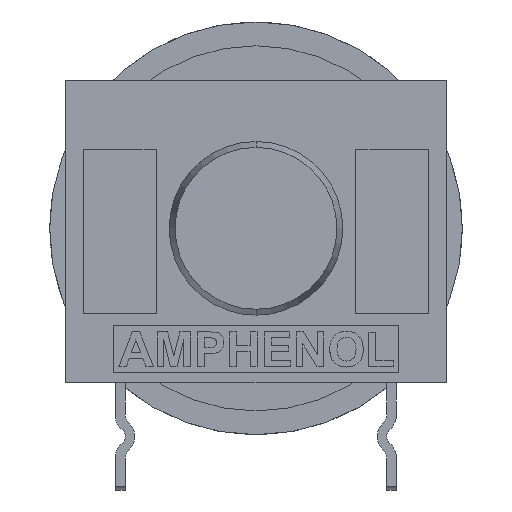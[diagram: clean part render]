
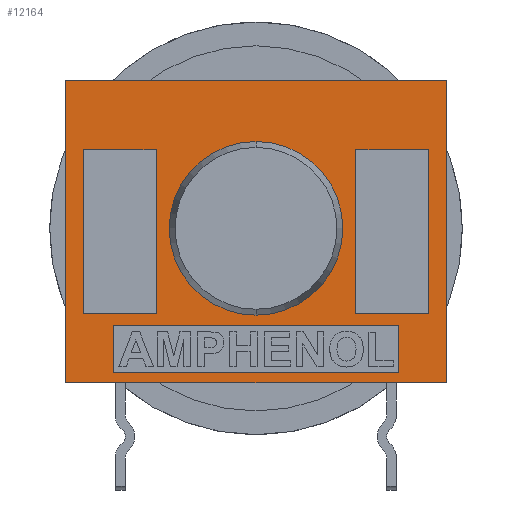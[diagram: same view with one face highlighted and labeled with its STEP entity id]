
A CAD part, left-side view. The second image highlights one B-rep face of the part: STEP entity #12164.
In plain terms, the highlighted planar face has unit normal (1, 0, 0).
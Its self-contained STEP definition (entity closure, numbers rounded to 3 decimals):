
#119 = CARTESIAN_POINT ( 'NONE',  ( -11.7, 6., -6.35 ) ) ;
#374 = VERTEX_POINT ( 'NONE', #22126 ) ;
#436 = CARTESIAN_POINT ( 'NONE',  ( -11.7, -7.25, 3.45 ) ) ;
#817 = VERTEX_POINT ( 'NONE', #20054 ) ;
#990 = EDGE_CURVE ( 'NONE', #14252, #14630, #18417, .T. ) ;
#1195 = CARTESIAN_POINT ( 'NONE',  ( -11.7, -8., 6.35 ) ) ;
#1285 = VERTEX_POINT ( 'NONE', #6409 ) ;
#1475 = DIRECTION ( 'NONE',  ( 0., 0., -1. ) ) ;
#1541 = DIRECTION ( 'NONE',  ( -1., 0., 0. ) ) ;
#1872 = LINE ( 'NONE', #3914, #18044 ) ;
#2346 = EDGE_CURVE ( 'NONE', #374, #8968, #18669, .T. ) ;
#2406 = DIRECTION ( 'NONE',  ( 0., -1., 0. ) ) ;
#2479 = DIRECTION ( 'NONE',  ( 0., 0., 1. ) ) ;
#2510 = AXIS2_PLACEMENT_3D ( 'NONE', #8604, #16368, #8489 ) ;
#2694 = EDGE_LOOP ( 'NONE', ( #20138, #8894, #20999, #20618 ) ) ;
#3042 = CARTESIAN_POINT ( 'NONE',  ( -11.7, 4.2, -3.45 ) ) ;
#3140 = ORIENTED_EDGE ( 'NONE', *, *, #990, .F. ) ;
#3402 = CARTESIAN_POINT ( 'NONE',  ( -11.7, -6., -6.35 ) ) ;
#3440 = ORIENTED_EDGE ( 'NONE', *, *, #19463, .F. ) ;
#3474 = VERTEX_POINT ( 'NONE', #17828 ) ;
#3874 = CARTESIAN_POINT ( 'NONE',  ( -11.7, -7.25, -3.45 ) ) ;
#3914 = CARTESIAN_POINT ( 'NONE',  ( -11.7, -8., -5.93 ) ) ;
#3967 = DIRECTION ( 'NONE',  ( 0., 0., 1. ) ) ;
#5072 = EDGE_CURVE ( 'NONE', #16471, #6555, #9950, .T. ) ;
#5216 = VECTOR ( 'NONE', #15199, 1000. ) ;
#5265 = DIRECTION ( 'NONE',  ( 0., 0., -1. ) ) ;
#5286 = EDGE_CURVE ( 'NONE', #12374, #374, #18330, .T. ) ;
#5759 = FACE_BOUND ( 'NONE', #14921, .T. ) ;
#6259 = ORIENTED_EDGE ( 'NONE', *, *, #13261, .F. ) ;
#6316 = EDGE_CURVE ( 'NONE', #817, #16471, #23341, .T. ) ;
#6409 = CARTESIAN_POINT ( 'NONE',  ( -11.7, -6., -3.93 ) ) ;
#6422 = EDGE_CURVE ( 'NONE', #22152, #15414, #6766, .T. ) ;
#6555 = VERTEX_POINT ( 'NONE', #3042 ) ;
#6607 = VECTOR ( 'NONE', #2406, 1000. ) ;
#6692 = EDGE_LOOP ( 'NONE', ( #3440, #12475, #20546, #17520 ) ) ;
#6766 = LINE ( 'NONE', #8443, #6607 ) ;
#7291 = CARTESIAN_POINT ( 'NONE',  ( -11.7, 6., -5.93 ) ) ;
#7364 = CARTESIAN_POINT ( 'NONE',  ( -11.7, -8., 6.35 ) ) ;
#7365 = EDGE_CURVE ( 'NONE', #20230, #11267, #17743, .T. ) ;
#7637 = CARTESIAN_POINT ( 'NONE',  ( -11.7, 0., -3.5 ) ) ;
#7850 = CARTESIAN_POINT ( 'NONE',  ( -11.7, -8., -3.45 ) ) ;
#7975 = CARTESIAN_POINT ( 'NONE',  ( -11.7, -8., -6.35 ) ) ;
#8004 = LINE ( 'NONE', #23527, #18832 ) ;
#8276 = DIRECTION ( 'NONE',  ( 0., 0., -1. ) ) ;
#8443 = CARTESIAN_POINT ( 'NONE',  ( -11.7, -8., 3.45 ) ) ;
#8462 = EDGE_CURVE ( 'NONE', #20420, #817, #14115, .T. ) ;
#8489 = DIRECTION ( 'NONE',  ( 0., 0., -1. ) ) ;
#8604 = CARTESIAN_POINT ( 'NONE',  ( -11.7, 0., 0.15 ) ) ;
#8894 = ORIENTED_EDGE ( 'NONE', *, *, #24489, .F. ) ;
#8968 = VERTEX_POINT ( 'NONE', #22856 ) ;
#9559 = VECTOR ( 'NONE', #13967, 1000. ) ;
#9726 = CARTESIAN_POINT ( 'NONE',  ( -11.7, -8., 3.45 ) ) ;
#9739 = FACE_BOUND ( 'NONE', #6692, .T. ) ;
#9878 = VECTOR ( 'NONE', #5265, 1000. ) ;
#9945 = DIRECTION ( 'NONE',  ( 0., -1., 0. ) ) ;
#9950 = LINE ( 'NONE', #21772, #17196 ) ;
#10473 = VERTEX_POINT ( 'NONE', #7975 ) ;
#10737 = VECTOR ( 'NONE', #15705, 1000. ) ;
#11123 = EDGE_CURVE ( 'NONE', #1285, #12118, #17052, .T. ) ;
#11205 = LINE ( 'NONE', #18968, #15990 ) ;
#11267 = VERTEX_POINT ( 'NONE', #24834 ) ;
#11702 = EDGE_CURVE ( 'NONE', #20059, #3474, #17652, .T. ) ;
#11896 = CARTESIAN_POINT ( 'NONE',  ( -11.7, 0., 3.8 ) ) ;
#11932 = VECTOR ( 'NONE', #24567, 1000. ) ;
#12118 = VERTEX_POINT ( 'NONE', #22839 ) ;
#12164 = ADVANCED_FACE ( 'NONE', ( #23219, #5759, #19414, #9739, #17250 ), #13420, .F. ) ;
#12374 = VERTEX_POINT ( 'NONE', #7364 ) ;
#12475 = ORIENTED_EDGE ( 'NONE', *, *, #6422, .F. ) ;
#12582 = EDGE_CURVE ( 'NONE', #12118, #20230, #1872, .T. ) ;
#13124 = ORIENTED_EDGE ( 'NONE', *, *, #24265, .F. ) ;
#13176 = CARTESIAN_POINT ( 'NONE',  ( -11.7, -8., -6.35 ) ) ;
#13261 = EDGE_CURVE ( 'NONE', #14630, #14252, #21666, .T. ) ;
#13294 = LINE ( 'NONE', #19151, #5216 ) ;
#13420 = PLANE ( 'NONE',  #23715 ) ;
#13743 = DIRECTION ( 'NONE',  ( 0., 1., 0. ) ) ;
#13960 = ORIENTED_EDGE ( 'NONE', *, *, #2346, .F. ) ;
#13967 = DIRECTION ( 'NONE',  ( 0., 0., -1. ) ) ;
#14101 = CARTESIAN_POINT ( 'NONE',  ( -11.7, -8., -6.35 ) ) ;
#14115 = LINE ( 'NONE', #21875, #24201 ) ;
#14252 = VERTEX_POINT ( 'NONE', #7637 ) ;
#14286 = CARTESIAN_POINT ( 'NONE',  ( -11.7, -8., -3.45 ) ) ;
#14536 = LINE ( 'NONE', #14286, #15694 ) ;
#14630 = VERTEX_POINT ( 'NONE', #11896 ) ;
#14921 = EDGE_LOOP ( 'NONE', ( #21378, #16083, #18406, #13124 ) ) ;
#15089 = CARTESIAN_POINT ( 'NONE',  ( -11.7, 8., -6.35 ) ) ;
#15199 = DIRECTION ( 'NONE',  ( 0., -1., 0. ) ) ;
#15414 = VERTEX_POINT ( 'NONE', #436 ) ;
#15694 = VECTOR ( 'NONE', #22299, 1000. ) ;
#15705 = DIRECTION ( 'NONE',  ( 0., 0., 1. ) ) ;
#15990 = VECTOR ( 'NONE', #1475, 1000. ) ;
#16083 = ORIENTED_EDGE ( 'NONE', *, *, #12582, .F. ) ;
#16287 = ORIENTED_EDGE ( 'NONE', *, *, #23510, .T. ) ;
#16368 = DIRECTION ( 'NONE',  ( 1., 0., 0. ) ) ;
#16471 = VERTEX_POINT ( 'NONE', #21262 ) ;
#16773 = CARTESIAN_POINT ( 'NONE',  ( -11.7, -4.2, 3.45 ) ) ;
#17052 = LINE ( 'NONE', #3402, #17350 ) ;
#17196 = VECTOR ( 'NONE', #8276, 1000. ) ;
#17250 = FACE_BOUND ( 'NONE', #2694, .T. ) ;
#17350 = VECTOR ( 'NONE', #18843, 1000. ) ;
#17520 = ORIENTED_EDGE ( 'NONE', *, *, #11702, .F. ) ;
#17529 = LINE ( 'NONE', #14101, #9559 ) ;
#17652 = LINE ( 'NONE', #7850, #24103 ) ;
#17743 = LINE ( 'NONE', #119, #10737 ) ;
#17828 = CARTESIAN_POINT ( 'NONE',  ( -11.7, -4.2, -3.45 ) ) ;
#18044 = VECTOR ( 'NONE', #13743, 1000. ) ;
#18131 = CARTESIAN_POINT ( 'NONE',  ( -11.7, 7.25, -3.45 ) ) ;
#18330 = LINE ( 'NONE', #1195, #11932 ) ;
#18406 = ORIENTED_EDGE ( 'NONE', *, *, #11123, .F. ) ;
#18417 = CIRCLE ( 'NONE', #21664, 3.65 ) ;
#18669 = LINE ( 'NONE', #15089, #9878 ) ;
#18825 = EDGE_CURVE ( 'NONE', #8968, #10473, #13294, .T. ) ;
#18832 = VECTOR ( 'NONE', #19466, 1000. ) ;
#18843 = DIRECTION ( 'NONE',  ( 0., 0., -1. ) ) ;
#18968 = CARTESIAN_POINT ( 'NONE',  ( -11.7, -7.25, -6.35 ) ) ;
#19151 = CARTESIAN_POINT ( 'NONE',  ( -11.7, 0., -6.35 ) ) ;
#19414 = FACE_BOUND ( 'NONE', #22133, .T. ) ;
#19463 = EDGE_CURVE ( 'NONE', #15414, #20059, #11205, .T. ) ;
#19466 = DIRECTION ( 'NONE',  ( 0., 0., 1. ) ) ;
#19486 = EDGE_CURVE ( 'NONE', #3474, #22152, #8004, .T. ) ;
#19941 = DIRECTION ( 'NONE',  ( 1., 0., 0. ) ) ;
#20054 = CARTESIAN_POINT ( 'NONE',  ( -11.7, 7.25, 3.45 ) ) ;
#20059 = VERTEX_POINT ( 'NONE', #3874 ) ;
#20138 = ORIENTED_EDGE ( 'NONE', *, *, #8462, .F. ) ;
#20220 = ORIENTED_EDGE ( 'NONE', *, *, #18825, .F. ) ;
#20230 = VERTEX_POINT ( 'NONE', #7291 ) ;
#20420 = VERTEX_POINT ( 'NONE', #18131 ) ;
#20546 = ORIENTED_EDGE ( 'NONE', *, *, #19486, .F. ) ;
#20618 = ORIENTED_EDGE ( 'NONE', *, *, #6316, .F. ) ;
#20986 = VECTOR ( 'NONE', #9945, 1000. ) ;
#20999 = ORIENTED_EDGE ( 'NONE', *, *, #5072, .F. ) ;
#21222 = ORIENTED_EDGE ( 'NONE', *, *, #5286, .F. ) ;
#21247 = VECTOR ( 'NONE', #21673, 1000. ) ;
#21262 = CARTESIAN_POINT ( 'NONE',  ( -11.7, 4.2, 3.45 ) ) ;
#21378 = ORIENTED_EDGE ( 'NONE', *, *, #7365, .F. ) ;
#21664 = AXIS2_PLACEMENT_3D ( 'NONE', #24033, #19941, #22111 ) ;
#21666 = CIRCLE ( 'NONE', #2510, 3.65 ) ;
#21673 = DIRECTION ( 'NONE',  ( 0., -1., 0. ) ) ;
#21772 = CARTESIAN_POINT ( 'NONE',  ( -11.7, 4.2, -6.35 ) ) ;
#21875 = CARTESIAN_POINT ( 'NONE',  ( -11.7, 7.25, -6.35 ) ) ;
#22111 = DIRECTION ( 'NONE',  ( 0., 0., -1. ) ) ;
#22126 = CARTESIAN_POINT ( 'NONE',  ( -11.7, 8., 6.35 ) ) ;
#22133 = EDGE_LOOP ( 'NONE', ( #3140, #6259 ) ) ;
#22152 = VERTEX_POINT ( 'NONE', #16773 ) ;
#22299 = DIRECTION ( 'NONE',  ( 0., 1., 0. ) ) ;
#22825 = LINE ( 'NONE', #24765, #20986 ) ;
#22839 = CARTESIAN_POINT ( 'NONE',  ( -11.7, -6., -5.93 ) ) ;
#22856 = CARTESIAN_POINT ( 'NONE',  ( -11.7, 8., -6.35 ) ) ;
#23007 = DIRECTION ( 'NONE',  ( 0., 1., 0. ) ) ;
#23219 = FACE_OUTER_BOUND ( 'NONE', #24873, .T. ) ;
#23341 = LINE ( 'NONE', #9726, #21247 ) ;
#23510 = EDGE_CURVE ( 'NONE', #12374, #10473, #17529, .T. ) ;
#23527 = CARTESIAN_POINT ( 'NONE',  ( -11.7, -4.2, -6.35 ) ) ;
#23715 = AXIS2_PLACEMENT_3D ( 'NONE', #13176, #1541, #3967 ) ;
#24033 = CARTESIAN_POINT ( 'NONE',  ( -11.7, 0., 0.15 ) ) ;
#24103 = VECTOR ( 'NONE', #23007, 1000. ) ;
#24201 = VECTOR ( 'NONE', #2479, 1000. ) ;
#24265 = EDGE_CURVE ( 'NONE', #11267, #1285, #22825, .T. ) ;
#24489 = EDGE_CURVE ( 'NONE', #6555, #20420, #14536, .T. ) ;
#24567 = DIRECTION ( 'NONE',  ( 0., 1., 0. ) ) ;
#24765 = CARTESIAN_POINT ( 'NONE',  ( -11.7, -8., -3.93 ) ) ;
#24834 = CARTESIAN_POINT ( 'NONE',  ( -11.7, 6., -3.93 ) ) ;
#24873 = EDGE_LOOP ( 'NONE', ( #13960, #21222, #16287, #20220 ) ) ;
